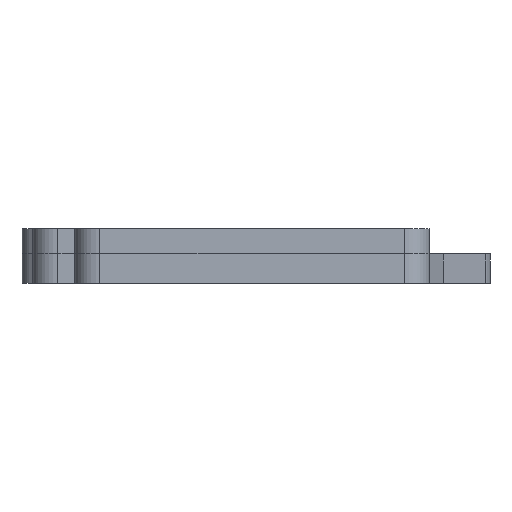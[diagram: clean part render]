
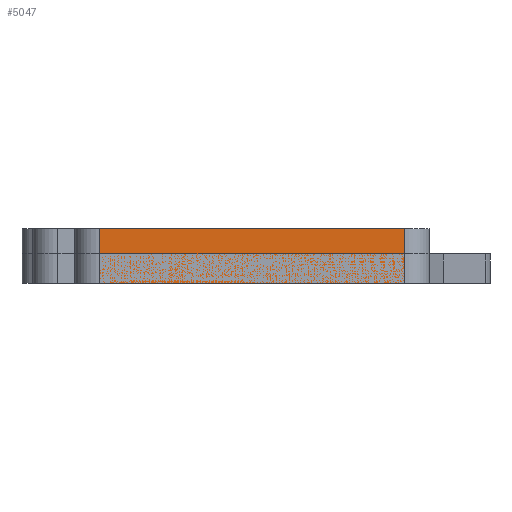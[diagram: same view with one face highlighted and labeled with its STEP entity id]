
A CAD part, left-side view. The second image highlights one B-rep face of the part: STEP entity #5047.
In plain terms, the highlighted planar face has unit normal (-1, 0, 0).
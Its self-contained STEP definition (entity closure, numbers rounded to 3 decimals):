
#665=FACE_OUTER_BOUND('',#971,.T.);
#971=EDGE_LOOP('',(#4519,#4520,#4521,#4522));
#1381=LINE('',#8278,#1877);
#1460=LINE('',#8507,#1956);
#1461=LINE('',#8510,#1957);
#1462=LINE('',#8511,#1958);
#1877=VECTOR('',#6787,10.);
#1956=VECTOR('',#7016,10.);
#1957=VECTOR('',#7019,10.);
#1958=VECTOR('',#7020,10.);
#2370=VERTEX_POINT('',#8275);
#2371=VERTEX_POINT('',#8277);
#2446=VERTEX_POINT('',#8505);
#2447=VERTEX_POINT('',#8509);
#3040=EDGE_CURVE('',#2370,#2371,#1381,.T.);
#3155=EDGE_CURVE('',#2446,#2371,#1460,.T.);
#3156=EDGE_CURVE('',#2447,#2446,#1461,.T.);
#3157=EDGE_CURVE('',#2447,#2370,#1462,.T.);
#4519=ORIENTED_EDGE('',*,*,#3156,.T.);
#4520=ORIENTED_EDGE('',*,*,#3155,.T.);
#4521=ORIENTED_EDGE('',*,*,#3040,.F.);
#4522=ORIENTED_EDGE('',*,*,#3157,.F.);
#4782=PLANE('',#5561);
#5047=ADVANCED_FACE('',(#665),#4782,.T.);
#5561=AXIS2_PLACEMENT_3D('',#8508,#7017,#7018);
#6787=DIRECTION('',(0.,-1.,0.));
#7016=DIRECTION('',(0.,0.,1.));
#7017=DIRECTION('center_axis',(-1.,0.,0.));
#7018=DIRECTION('ref_axis',(0.,-1.,0.));
#7019=DIRECTION('',(0.,-1.,0.));
#7020=DIRECTION('',(0.,0.,1.));
#8275=CARTESIAN_POINT('',(-66.512,37.042,14.51));
#8277=CARTESIAN_POINT('',(-66.512,-35.158,14.51));
#8278=CARTESIAN_POINT('',(-66.512,37.042,14.51));
#8505=CARTESIAN_POINT('',(-66.512,-35.158,1.51));
#8507=CARTESIAN_POINT('',(-66.512,-35.158,1.51));
#8508=CARTESIAN_POINT('Origin',(-66.512,37.042,1.51));
#8509=CARTESIAN_POINT('',(-66.512,37.042,1.51));
#8510=CARTESIAN_POINT('',(-66.512,37.042,1.51));
#8511=CARTESIAN_POINT('',(-66.512,37.042,1.51));
